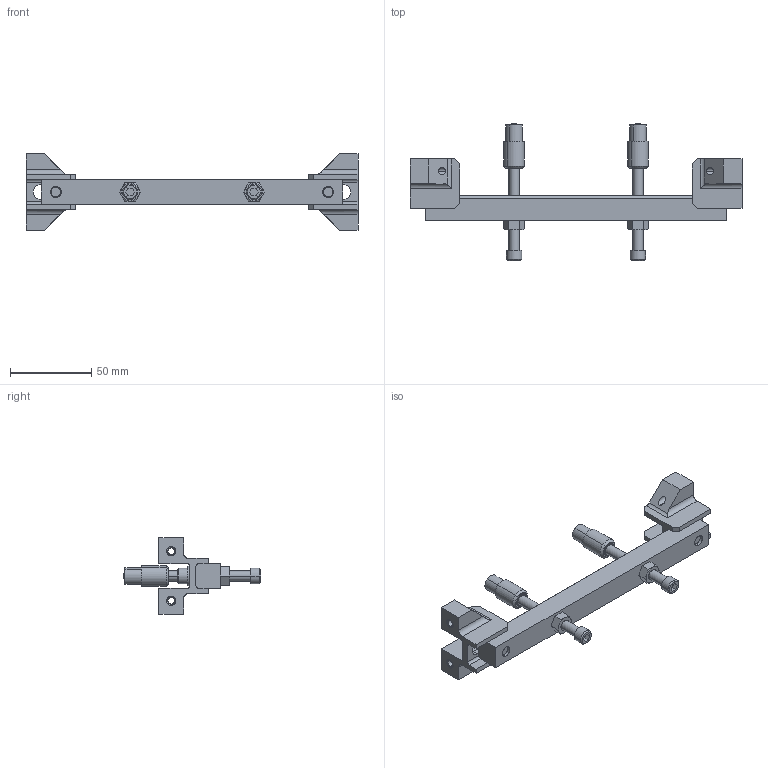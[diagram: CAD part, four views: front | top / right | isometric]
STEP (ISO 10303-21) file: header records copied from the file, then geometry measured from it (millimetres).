
FILE_DESCRIPTION (( 'STEP AP203' ), '1' );
FILE_NAME ('D1102071-v2.STEP', '2012-02-14T02:47:42', ( 'Dwayne Giardina' ), ( 'Microsoft' ), 'SwSTEP 2.0', 'SolidWorks 2012', '' );
FILE_SCHEMA (( 'CONFIG_CONTROL_DESIGN' ));
Length unit declared in the file: inch
Products named in the file (14): D080725_Advanced_LIGO_Earthquake_Stop_for_Metal_or_Glass,_2.5_Inch_Glass; D060548_Advanced_LIGO_Fused_Silica_Earthquake_Stop; D060546_Advanced_LIGO_Impact_Absorber_for_Glass_Stops,_Earthquake_Stop; D080724_Advanced_LIGO_Mounting_Cap,_Earthquake_Stop; Helicoil_0.25-20 X 0.25 LONG; Rounded_SHCS_RSHCS 0.25-20  X 2.5; Helicoil_0.25-20 X 0.5 LONG; D1102071-v2; SST_Socketheadcapscrew_SHCS 0.25-20  X 0.75; D1100785 ALIGO, SUS NITRONIC FLAT WASHER_D1100785-472; Helicoil_#8-32 X 0.41 LONG; D1102072_Advanced_LIGO_SUS_HLTS_Earthquake_Stop_Mount,_Bridge, Upper; Ag-SST_HexNut_HN .25; D070321_Advanced_LIGO_SUS_HLTS_Earthquake_Stop_Bridge_Crossbar
Assembly tree (24 placements, depth 3):
  D1102071-v2
    D070321_Advanced_LIGO_SUS_HLTS_Earthquake_Stop_Bridge_Crossbar
    Helicoil_0.25-20 X 0.5 LONG  x4
    D080725_Advanced_LIGO_Earthquake_Stop_for_Metal_or_Glass,_2.5_Inch_Glass  x2
      Rounded_SHCS_RSHCS 0.25-20  X 2.5
      Helicoil_0.25-20 X 0.25 LONG
      D080724_Advanced_LIGO_Mounting_Cap,_Earthquake_Stop
      D060546_Advanced_LIGO_Impact_Absorber_for_Glass_Stops,_Earthquake_Stop
      D060548_Advanced_LIGO_Fused_Silica_Earthquake_Stop
    Ag-SST_HexNut_HN .25  x2
    D1102072_Advanced_LIGO_SUS_HLTS_Earthquake_Stop_Mount,_Bridge, Upper  x2
    Helicoil_#8-32 X 0.41 LONG  x4
    D1100785 ALIGO, SUS NITRONIC FLAT WASHER_D1100785-472  x2
    SST_Socketheadcapscrew_SHCS 0.25-20  X 0.75  x2
Bounding box: 204.4 x 84.48 x 46.99 mm (x, y, z)
Volume: 81537.5 mm3; surface area: 40563.1 mm2
Topology: 27 solids, 27 shells, 364 faces, 838 edges, 532 vertices
Faces by surface type: plane 156, cylinder 134, cone 66, sphere 4, torus 4
Entity records: 7170 total; most frequent: CARTESIAN_POINT 1041, DIRECTION 972, ORIENTED_EDGE 836, EDGE_CURVE 418, AXIS2_PLACEMENT_3D 369, VERTEX_POINT 266, VECTOR 234, LINE 234
